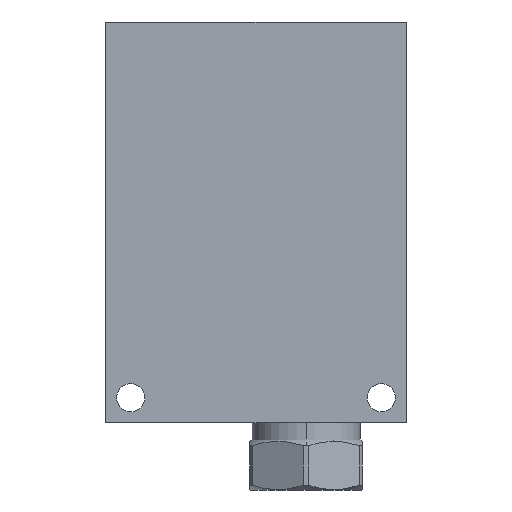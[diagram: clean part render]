
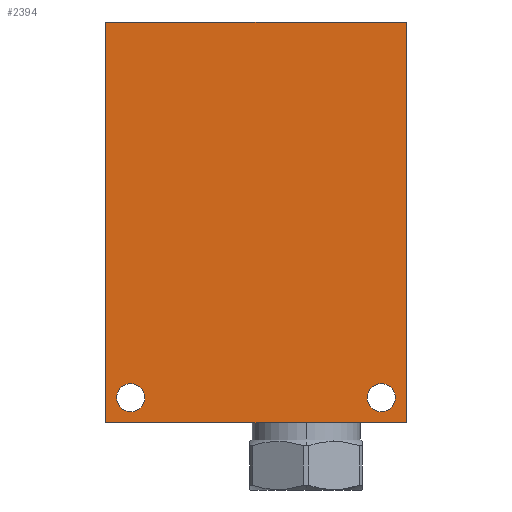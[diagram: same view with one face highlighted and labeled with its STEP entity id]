
A CAD part, left-side view. The second image highlights one B-rep face of the part: STEP entity #2394.
In plain terms, the highlighted planar face has unit normal (-1, 0, 0).
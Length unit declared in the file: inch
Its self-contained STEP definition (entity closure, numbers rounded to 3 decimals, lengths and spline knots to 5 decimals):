
#1=DIRECTION('',(0.,-1.,0.));
#2=VECTOR('',#1,3.);
#3=CARTESIAN_POINT('',(0.,0.,0.));
#4=LINE('',#3,#2);
#27=DIRECTION('',(0.,0.,1.));
#28=VECTOR('',#27,4.);
#29=CARTESIAN_POINT('',(0.,0.,0.));
#30=LINE('',#29,#28);
#31=CARTESIAN_POINT('',(0.,-0.25,0.25));
#32=DIRECTION('',(1.,0.,0.));
#33=DIRECTION('',(0.,0.,-1.));
#34=AXIS2_PLACEMENT_3D('',#31,#32,#33);
#36=CARTESIAN_POINT('',(0.,-0.25,0.25));
#37=DIRECTION('',(1.,0.,0.));
#38=DIRECTION('',(0.,0.,1.));
#39=AXIS2_PLACEMENT_3D('',#36,#37,#38);
#41=CARTESIAN_POINT('',(0.,-2.75,0.25));
#42=DIRECTION('',(1.,0.,0.));
#43=DIRECTION('',(0.,0.,-1.));
#44=AXIS2_PLACEMENT_3D('',#41,#42,#43);
#46=CARTESIAN_POINT('',(0.,-2.75,0.25));
#47=DIRECTION('',(1.,0.,0.));
#48=DIRECTION('',(0.,0.,1.));
#49=AXIS2_PLACEMENT_3D('',#46,#47,#48);
#99=DIRECTION('',(0.,0.,1.));
#100=VECTOR('',#99,4.);
#101=CARTESIAN_POINT('',(0.,-3.,0.));
#102=LINE('',#101,#100);
#883=DIRECTION('',(0.,-1.,0.));
#884=VECTOR('',#883,3.);
#885=CARTESIAN_POINT('',(0.,0.,4.));
#886=LINE('',#885,#884);
#2086=CARTESIAN_POINT('',(0.,0.,0.));
#2087=CARTESIAN_POINT('',(0.,-3.,0.));
#2088=VERTEX_POINT('',#2086);
#2089=VERTEX_POINT('',#2087);
#2094=CARTESIAN_POINT('',(0.,0.,4.));
#2095=CARTESIAN_POINT('',(0.,-3.,4.));
#2096=VERTEX_POINT('',#2094);
#2097=VERTEX_POINT('',#2095);
#2192=CARTESIAN_POINT('',(0.,-0.25,0.1095));
#2193=CARTESIAN_POINT('',(0.,-0.25,0.3905));
#2194=VERTEX_POINT('',#2192);
#2195=VERTEX_POINT('',#2193);
#2200=CARTESIAN_POINT('',(0.,-2.75,0.1095));
#2201=CARTESIAN_POINT('',(0.,-2.75,0.3905));
#2202=VERTEX_POINT('',#2200);
#2203=VERTEX_POINT('',#2201);
#2368=CARTESIAN_POINT('',(0.,0.,0.));
#2369=DIRECTION('',(-1.,0.,0.));
#2370=DIRECTION('',(0.,-1.,0.));
#2371=AXIS2_PLACEMENT_3D('',#2368,#2369,#2370);
#2372=PLANE('',#2371);
#2373=ORIENTED_EDGE('',*,*,#2351,.F.);
#2375=ORIENTED_EDGE('',*,*,#2374,.T.);
#2377=ORIENTED_EDGE('',*,*,#2376,.T.);
#2379=ORIENTED_EDGE('',*,*,#2378,.F.);
#2380=EDGE_LOOP('',(#2373,#2375,#2377,#2379));
#2381=FACE_OUTER_BOUND('',#2380,.F.);
#2383=ORIENTED_EDGE('',*,*,#2382,.F.);
#2385=ORIENTED_EDGE('',*,*,#2384,.F.);
#2386=EDGE_LOOP('',(#2383,#2385));
#2387=FACE_BOUND('',#2386,.F.);
#2389=ORIENTED_EDGE('',*,*,#2388,.F.);
#2391=ORIENTED_EDGE('',*,*,#2390,.F.);
#2392=EDGE_LOOP('',(#2389,#2391));
#2393=FACE_BOUND('',#2392,.F.);
#2394=ADVANCED_FACE('',(#2381,#2387,#2393),#2372,.T.);
#35=CIRCLE('',#34,0.1405);
#40=CIRCLE('',#39,0.1405);
#45=CIRCLE('',#44,0.1405);
#50=CIRCLE('',#49,0.1405);
#2351=EDGE_CURVE('',#2088,#2089,#4,.T.);
#2374=EDGE_CURVE('',#2088,#2096,#30,.T.);
#2376=EDGE_CURVE('',#2096,#2097,#886,.T.);
#2378=EDGE_CURVE('',#2089,#2097,#102,.T.);
#2382=EDGE_CURVE('',#2194,#2195,#35,.T.);
#2384=EDGE_CURVE('',#2195,#2194,#40,.T.);
#2388=EDGE_CURVE('',#2202,#2203,#45,.T.);
#2390=EDGE_CURVE('',#2203,#2202,#50,.T.);
